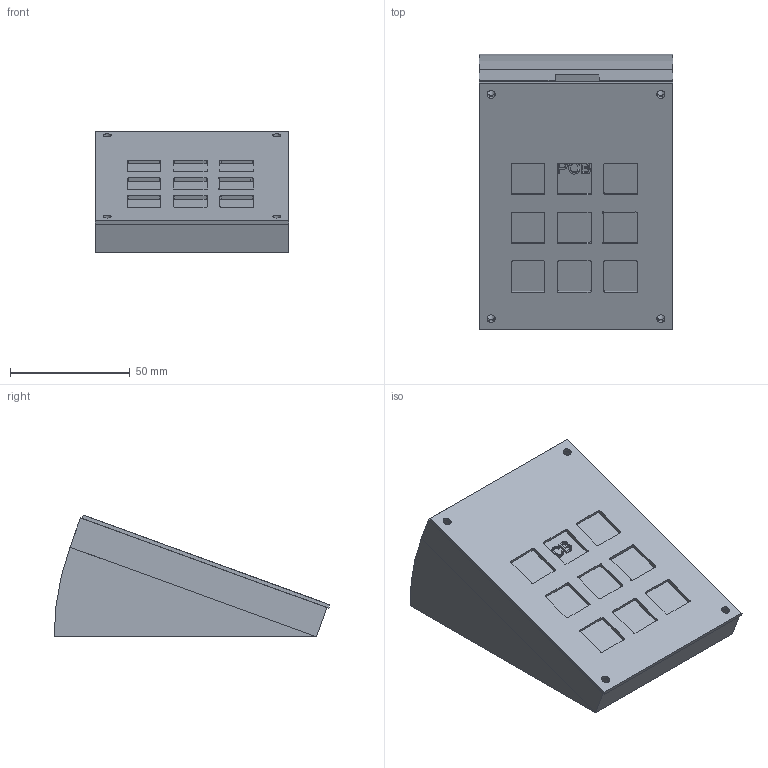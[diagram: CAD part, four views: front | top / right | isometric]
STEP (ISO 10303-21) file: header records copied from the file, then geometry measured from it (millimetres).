
FILE_DESCRIPTION(/* description */ (''),/* implementation_level */ '2;1');
FILE_NAME(/* name */ 'Chase''s MacroPad_.step',/* time_stamp */ '2025-12-27T16:09:35-08:00',/* author */ (''),/* organization */ (''),/* preprocessor_version */ 'ST-DEVELOPER v20.1',/* originating_system */ 'Autodesk Translation Framework v14.21.0.0',/* authorisation */ '');
FILE_SCHEMA (('AUTOMOTIVE_DESIGN { 1 0 10303 214 3 1 1 }'));
Length unit declared in the file: millimetre
Products named in the file (4): MacroPad V2; MacropadAngle; MacroPad Top; Component8
Assembly tree (3 placements, depth 2):
  MacroPad V2
    MacropadAngle
    MacroPad Top
    Component8
Bounding box: 81 x 115.27 x 50.89 mm (x, y, z)
Volume: 249525.4 mm3; surface area: 78727.6 mm2
Topology: 4 solids, 4 shells, 696 faces, 1944 edges, 1296 vertices
Faces by surface type: bspline 402, plane 245, cylinder 49
Full cylindrical faces by diameter (mm): 3.4 x8, 6 x4
Entity records: 26179 total; most frequent: CARTESIAN_POINT 10777, ORIENTED_EDGE 3888, EDGE_CURVE 1944, DIRECTION 1840, VERTEX_POINT 1296, LINE 1042, VECTOR 1042, B_SPLINE_CURVE_WITH_KNOTS 804
